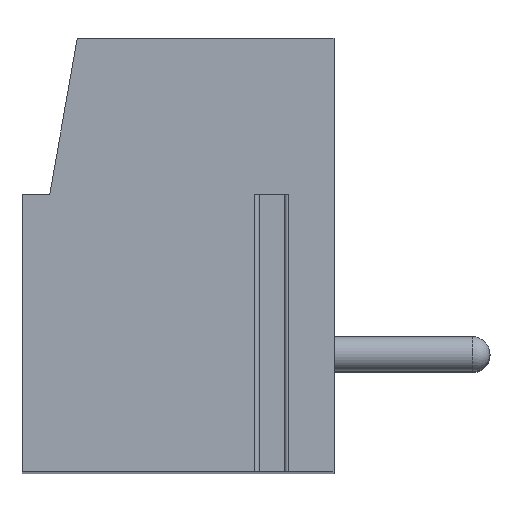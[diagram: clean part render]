
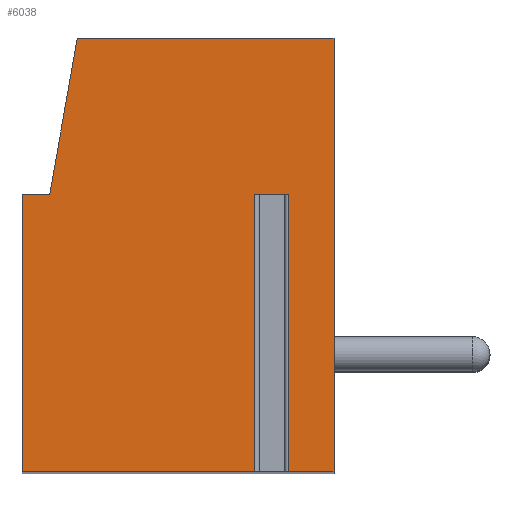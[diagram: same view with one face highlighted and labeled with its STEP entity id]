
A CAD part, top view. The second image highlights one B-rep face of the part: STEP entity #6038.
In plain terms, the highlighted planar face has unit normal (0, 0, 1).
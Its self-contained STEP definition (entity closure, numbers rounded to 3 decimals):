
#13=DIRECTION('',(-1.,0.,0.));
#14=VECTOR('',#13,0.958);
#15=CARTESIAN_POINT('',(3.179,1.75,27.5));
#16=LINE('',#15,#14);
#17=DIRECTION('',(0.,-1.,0.));
#18=VECTOR('',#17,8.);
#19=CARTESIAN_POINT('',(2.221,1.75,27.5));
#20=LINE('',#19,#18);
#21=DIRECTION('',(1.,0.,0.));
#22=VECTOR('',#21,6.721);
#23=CARTESIAN_POINT('',(-4.5,-6.25,27.5));
#24=LINE('',#23,#22);
#25=DIRECTION('',(0.,-1.,0.));
#26=VECTOR('',#25,8.);
#27=CARTESIAN_POINT('',(-4.5,1.75,27.5));
#28=LINE('',#27,#26);
#29=DIRECTION('',(-1.,0.,0.));
#30=VECTOR('',#29,0.8);
#31=CARTESIAN_POINT('',(-3.7,1.75,27.5));
#32=LINE('',#31,#30);
#33=DIRECTION('',(-0.174,-0.985,0.));
#34=VECTOR('',#33,4.569);
#35=CARTESIAN_POINT('',(-2.907,6.25,27.5));
#36=LINE('',#35,#34);
#37=DIRECTION('',(-1.,0.,0.));
#38=VECTOR('',#37,7.407);
#39=CARTESIAN_POINT('',(4.5,6.25,27.5));
#40=LINE('',#39,#38);
#41=DIRECTION('',(0.,1.,0.));
#42=VECTOR('',#41,12.5);
#43=CARTESIAN_POINT('',(4.5,-6.25,27.5));
#44=LINE('',#43,#42);
#45=DIRECTION('',(1.,0.,0.));
#46=VECTOR('',#45,1.321);
#47=CARTESIAN_POINT('',(3.179,-6.25,27.5));
#48=LINE('',#47,#46);
#49=DIRECTION('',(0.,-1.,0.));
#50=VECTOR('',#49,8.);
#51=CARTESIAN_POINT('',(3.179,1.75,27.5));
#52=LINE('',#51,#50);
#4769=CARTESIAN_POINT('',(-2.907,6.25,27.5));
#4770=CARTESIAN_POINT('',(-3.7,1.75,27.5));
#4771=VERTEX_POINT('',#4769);
#4772=VERTEX_POINT('',#4770);
#4773=CARTESIAN_POINT('',(-4.5,1.75,27.5));
#4774=VERTEX_POINT('',#4773);
#4775=CARTESIAN_POINT('',(-4.5,-6.25,27.5));
#4776=VERTEX_POINT('',#4775);
#4777=CARTESIAN_POINT('',(4.5,-6.25,27.5));
#4778=CARTESIAN_POINT('',(4.5,6.25,27.5));
#4779=VERTEX_POINT('',#4777);
#4780=VERTEX_POINT('',#4778);
#4837=CARTESIAN_POINT('',(3.179,1.75,27.5));
#4838=CARTESIAN_POINT('',(2.221,1.75,27.5));
#4839=VERTEX_POINT('',#4837);
#4840=VERTEX_POINT('',#4838);
#4841=CARTESIAN_POINT('',(3.179,-6.25,27.5));
#4842=VERTEX_POINT('',#4841);
#4843=CARTESIAN_POINT('',(2.221,-6.25,27.5));
#4844=VERTEX_POINT('',#4843);
#6011=CARTESIAN_POINT('',(0.,0.,27.5));
#6012=DIRECTION('',(0.,0.,1.));
#6013=DIRECTION('',(1.,0.,0.));
#6014=AXIS2_PLACEMENT_3D('',#6011,#6012,#6013);
#6015=PLANE('',#6014);
#6017=ORIENTED_EDGE('',*,*,#6016,.T.);
#6019=ORIENTED_EDGE('',*,*,#6018,.T.);
#6021=ORIENTED_EDGE('',*,*,#6020,.F.);
#6023=ORIENTED_EDGE('',*,*,#6022,.F.);
#6025=ORIENTED_EDGE('',*,*,#6024,.F.);
#6027=ORIENTED_EDGE('',*,*,#6026,.F.);
#6029=ORIENTED_EDGE('',*,*,#6028,.F.);
#6031=ORIENTED_EDGE('',*,*,#6030,.F.);
#6033=ORIENTED_EDGE('',*,*,#6032,.F.);
#6035=ORIENTED_EDGE('',*,*,#6034,.F.);
#6036=EDGE_LOOP('',(#6017,#6019,#6021,#6023,#6025,#6027,#6029,#6031,#6033,
#6035));
#6037=FACE_OUTER_BOUND('',#6036,.F.);
#6016=EDGE_CURVE('',#4839,#4840,#16,.T.);
#6018=EDGE_CURVE('',#4840,#4844,#20,.T.);
#6020=EDGE_CURVE('',#4776,#4844,#24,.T.);
#6022=EDGE_CURVE('',#4774,#4776,#28,.T.);
#6024=EDGE_CURVE('',#4772,#4774,#32,.T.);
#6026=EDGE_CURVE('',#4771,#4772,#36,.T.);
#6028=EDGE_CURVE('',#4780,#4771,#40,.T.);
#6030=EDGE_CURVE('',#4779,#4780,#44,.T.);
#6032=EDGE_CURVE('',#4842,#4779,#48,.T.);
#6034=EDGE_CURVE('',#4839,#4842,#52,.T.);
#6038=ADVANCED_FACE('',(#6037),#6015,.T.);
